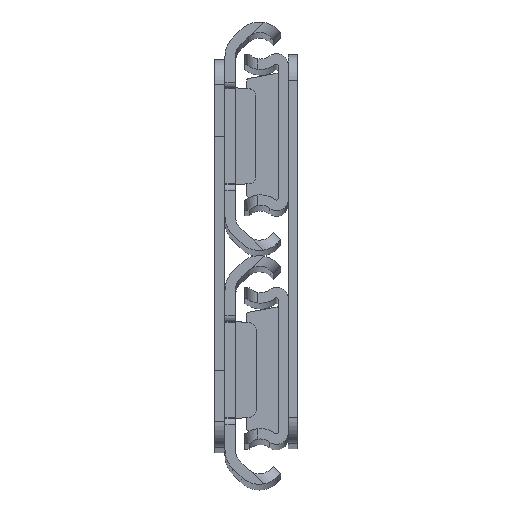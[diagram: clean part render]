
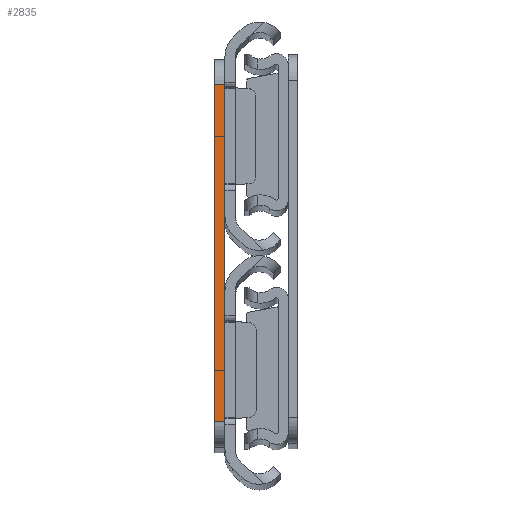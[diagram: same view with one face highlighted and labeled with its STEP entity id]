
A CAD part, top view. The second image highlights one B-rep face of the part: STEP entity #2835.
In plain terms, the highlighted planar face has unit normal (0, 0, 1).
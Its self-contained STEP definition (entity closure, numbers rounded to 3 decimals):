
#67 = DIRECTION ( 'NONE',  ( -1., 0., 0. ) ) ;
#68 = EDGE_CURVE ( 'NONE', #298, #746, #6090, .T. ) ;
#210 = VERTEX_POINT ( 'NONE', #7527 ) ;
#298 = VERTEX_POINT ( 'NONE', #6334 ) ;
#715 = LINE ( 'NONE', #2528, #4498 ) ;
#746 = VERTEX_POINT ( 'NONE', #3006 ) ;
#942 = DIRECTION ( 'NONE',  ( 0., -1., 0. ) ) ;
#975 = EDGE_CURVE ( 'NONE', #210, #4977, #2672, .T. ) ;
#1512 = CARTESIAN_POINT ( 'NONE',  ( 0., -26., 0. ) ) ;
#1732 = CARTESIAN_POINT ( 'NONE',  ( -1.6, 0., 0. ) ) ;
#1849 = ORIENTED_EDGE ( 'NONE', *, *, #1993, .T. ) ;
#1993 = EDGE_CURVE ( 'NONE', #210, #298, #7590, .T. ) ;
#2386 = DIRECTION ( 'NONE',  ( 0., -1., 0. ) ) ;
#2431 = VECTOR ( 'NONE', #2386, 1000. ) ;
#2528 = CARTESIAN_POINT ( 'NONE',  ( -1.6, -26., 0. ) ) ;
#2672 = LINE ( 'NONE', #7152, #4933 ) ;
#2706 = FACE_OUTER_BOUND ( 'NONE', #4839, .T. ) ;
#2835 = ADVANCED_FACE ( 'NONE', ( #2706 ), #6986, .T. ) ;
#3006 = CARTESIAN_POINT ( 'NONE',  ( -1.6, -26., 0. ) ) ;
#3329 = DIRECTION ( 'NONE',  ( 1., 0., 0. ) ) ;
#3769 = DIRECTION ( 'NONE',  ( 1., 0., 0. ) ) ;
#4433 = CARTESIAN_POINT ( 'NONE',  ( -1.6, 26., 0. ) ) ;
#4498 = VECTOR ( 'NONE', #3769, 1000. ) ;
#4839 = EDGE_LOOP ( 'NONE', ( #6025, #6398, #6729, #1849 ) ) ;
#4933 = VECTOR ( 'NONE', #942, 1000. ) ;
#4977 = VERTEX_POINT ( 'NONE', #1512 ) ;
#5699 = EDGE_CURVE ( 'NONE', #746, #4977, #715, .T. ) ;
#5728 = AXIS2_PLACEMENT_3D ( 'NONE', #6418, #5873, #3329 ) ;
#5873 = DIRECTION ( 'NONE',  ( 0., 0., 1. ) ) ;
#6025 = ORIENTED_EDGE ( 'NONE', *, *, #68, .T. ) ;
#6090 = LINE ( 'NONE', #1732, #2431 ) ;
#6334 = CARTESIAN_POINT ( 'NONE',  ( -1.6, 26., 0. ) ) ;
#6398 = ORIENTED_EDGE ( 'NONE', *, *, #5699, .T. ) ;
#6418 = CARTESIAN_POINT ( 'NONE',  ( -1.6, 0., 0. ) ) ;
#6729 = ORIENTED_EDGE ( 'NONE', *, *, #975, .F. ) ;
#6986 = PLANE ( 'NONE',  #5728 ) ;
#7152 = CARTESIAN_POINT ( 'NONE',  ( 0., 0., 0. ) ) ;
#7527 = CARTESIAN_POINT ( 'NONE',  ( 0., 26., 0. ) ) ;
#7590 = LINE ( 'NONE', #4433, #7905 ) ;
#7905 = VECTOR ( 'NONE', #67, 1000. ) ;
